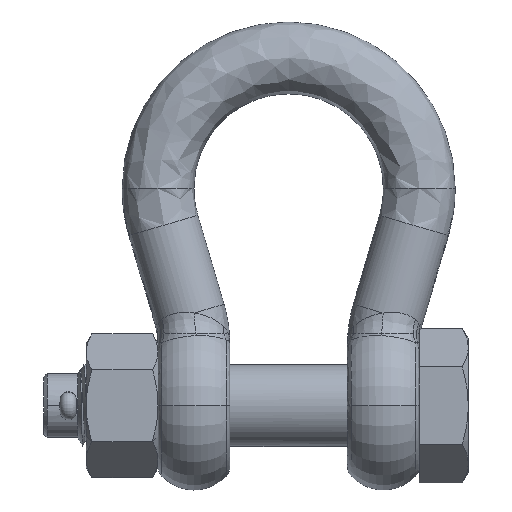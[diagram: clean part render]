
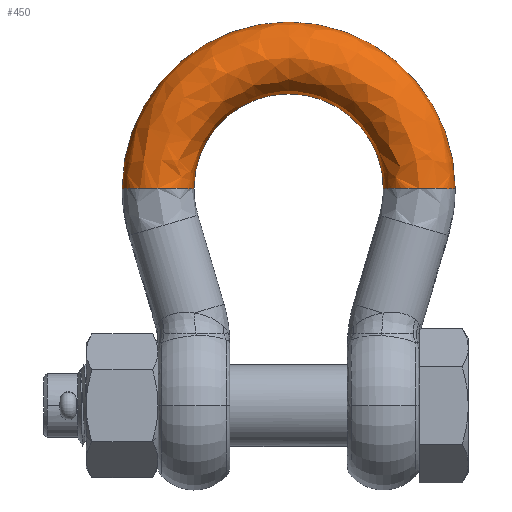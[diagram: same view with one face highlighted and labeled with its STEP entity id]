
A CAD part, top view. The second image highlights one B-rep face of the part: STEP entity #450.
In plain terms, the highlighted free-form (B-spline) face has degree [3, 3] with [4, 4] control points.
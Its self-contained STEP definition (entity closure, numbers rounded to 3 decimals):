
#450=ADVANCED_FACE('NONE',(#1537),#1538,.F.);
#1537=FACE_OUTER_BOUND('',#7611,.T.);
#1538=(B_SPLINE_SURFACE(3,3,((#7613,#7614,#7615,#7616),(#7617,#7618,#7619,#7620),(#7621,#7622,#7623,#7624),(#7625,#7626,#7627,#7628)),.UNSPECIFIED.,.F.,.F.,.F.)B_SPLINE_SURFACE_WITH_KNOTS((4,4),(4,4),(0.0,1.0),(0.0,1.0),.UNSPECIFIED.)RATIONAL_B_SPLINE_SURFACE(((1.0,0.333,0.333,1.0),(0.333,0.111,0.111,0.333),(0.333,0.111,0.111,0.333),(1.0,0.333,0.333,1.0)))BOUNDED_SURFACE()REPRESENTATION_ITEM('')GEOMETRIC_REPRESENTATION_ITEM()SURFACE());
#7611=EDGE_LOOP('',(#16439,#16440,#16441,#16442));
#7613=CARTESIAN_POINT('',(-29.0,66.5,0.));
#7614=CARTESIAN_POINT('',(-29.0,124.5,0.));
#7615=CARTESIAN_POINT('',(29.0,124.5,0.));
#7616=CARTESIAN_POINT('',(29.0,66.5,0.));
#7617=CARTESIAN_POINT('',(-29.0,66.5,22.0));
#7618=CARTESIAN_POINT('',(-29.0,124.5,22.0));
#7619=CARTESIAN_POINT('',(29.0,124.5,22.0));
#7620=CARTESIAN_POINT('',(29.0,66.5,22.0));
#7621=CARTESIAN_POINT('',(-51.0,66.5,22.0));
#7622=CARTESIAN_POINT('',(-51.,168.5,22.0));
#7623=CARTESIAN_POINT('',(51.0,168.5,22.0));
#7624=CARTESIAN_POINT('',(51.0,66.5,22.0));
#7625=CARTESIAN_POINT('',(-51.0,66.5,0.));
#7626=CARTESIAN_POINT('',(-51.0,168.5,0.));
#7627=CARTESIAN_POINT('',(51.0,168.5,0.));
#7628=CARTESIAN_POINT('',(51.0,66.5,0.));
#16439=ORIENTED_EDGE('',*,*,#20271,.T.);
#16440=ORIENTED_EDGE('',*,*,#19341,.F.);
#16441=ORIENTED_EDGE('',*,*,#20099,.F.);
#16442=ORIENTED_EDGE('',*,*,#19343,.F.);
#19341=EDGE_CURVE('NONE',#21472,#21473,#21474,.T.);
#19343=EDGE_CURVE('NONE',#21475,#21477,#21478,.T.);
#20099=EDGE_CURVE('NONE',#21477,#21472,#22782,.T.);
#20271=EDGE_CURVE('NONE',#21475,#21473,#23064,.T.);
#21472=VERTEX_POINT('NONE',#27122);
#21473=VERTEX_POINT('NONE',#27123);
#21474=CIRCLE('',#27124,51.0);
#21475=VERTEX_POINT('NONE',#27125);
#21477=VERTEX_POINT('NONE',#27137);
#21478=CIRCLE('',#27138,29.0);
#22782=CIRCLE('',#31897,11.0);
#23064=CIRCLE('',#32758,11.0);
#27122=CARTESIAN_POINT('',(-51.,66.5,0.));
#27123=CARTESIAN_POINT('',(51.0,66.5,0.));
#27124=AXIS2_PLACEMENT_3D('',#37929,#37930,#37931);
#27125=CARTESIAN_POINT('',(29.0,66.5,0.));
#27137=CARTESIAN_POINT('',(-29.,66.5,0.));
#27138=AXIS2_PLACEMENT_3D('',#37932,#37933,#37934);
#31897=AXIS2_PLACEMENT_3D('',#38361,#38362,#38363);
#32758=AXIS2_PLACEMENT_3D('',#38461,#38462,#38463);
#37929=CARTESIAN_POINT('',(0.0,66.5,0.));
#37930=DIRECTION('',(0.0,0.0,-1.0));
#37931=DIRECTION('',(-1.0,0.0,0.0));
#37932=CARTESIAN_POINT('',(0.0,66.5,0.));
#37933=DIRECTION('',(0.0,0.0,1.0));
#37934=DIRECTION('',(-1.0,0.0,0.0));
#38361=CARTESIAN_POINT('',(-40.0,66.5,0.));
#38362=DIRECTION('',(0.0,-1.0,0.0));
#38363=DIRECTION('',(0.0,0.0,-1.0));
#38461=CARTESIAN_POINT('',(40.0,66.5,0.));
#38462=DIRECTION('',(0.0,1.0,-0.0));
#38463=DIRECTION('',(0.0,0.0,1.0));
